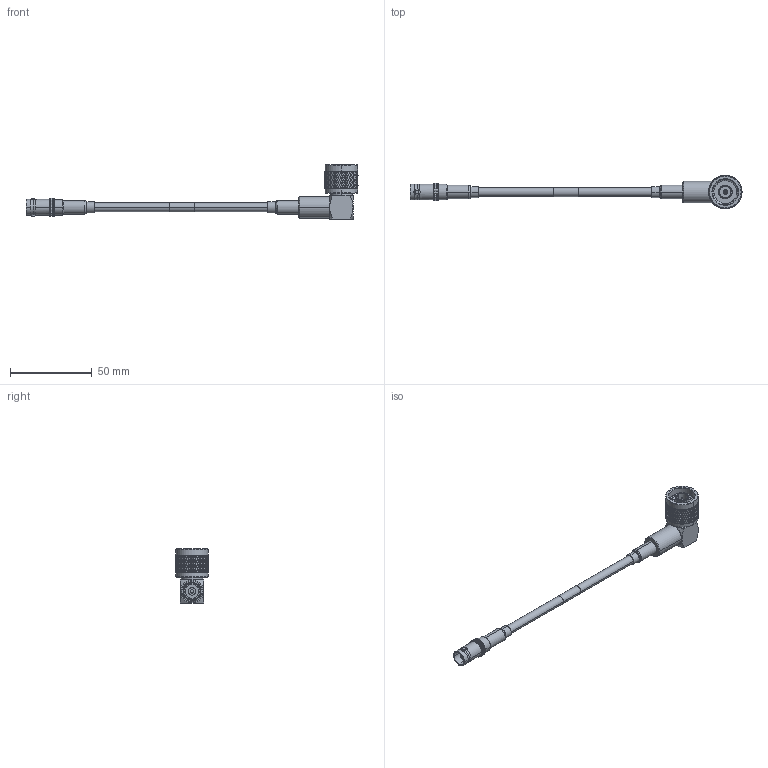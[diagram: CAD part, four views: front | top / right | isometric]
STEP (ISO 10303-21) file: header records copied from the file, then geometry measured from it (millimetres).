
FILE_DESCRIPTION (( 'STEP AP203' ), '1' );
FILE_NAME ('FMCA2706.STEP', '2022-03-09T16:55:33', ( '' ), ( '' ), 'SwSTEP 2.0', 'SolidWorks 2021', '' );
FILE_SCHEMA (( 'CONFIG_CONTROL_DESIGN' ));
Length unit declared in the file: millimetre
Products named in the file (5): CA-240-MA1_.75" Long; FMCA2706; FMCN1573; FMCN1384; RG223_with label
Assembly tree (5 placements, depth 2):
  FMCA2706
    RG223_with label
    FMCN1573
    FMCN1384
    CA-240-MA1_.75" Long  x2
Bounding box: 202.54 x 20.32 x 32.95 mm (x, y, z)
Volume: 13835.9 mm3; surface area: 12343.2 mm2
Topology: 8 solids, 8 shells, 3340 faces, 7247 edges, 3941 vertices
Faces by surface type: bspline 2318, cylinder 855, plane 101, cone 40, torus 26
Entity records: 178055 total; most frequent: CARTESIAN_POINT 131190, ORIENTED_EDGE 14406, EDGE_CURVE 7203, VERTEX_POINT 3917, DIRECTION 3883, EDGE_LOOP 3344, FACE_OUTER_BOUND 3318, ADVANCED_FACE 3318
